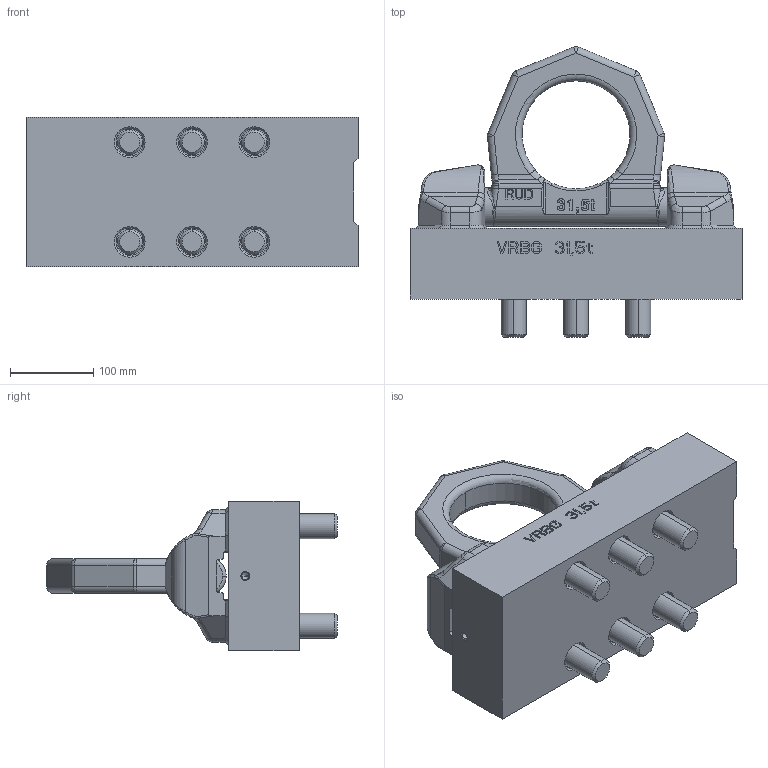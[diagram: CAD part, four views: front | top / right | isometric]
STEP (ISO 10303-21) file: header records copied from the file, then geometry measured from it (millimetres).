
FILE_DESCRIPTION((''),'2;1');
FILE_NAME('001-M31667-P200_ASM','2019-08-13T',('Roland.Jakubetz'),(''),'PRO/ENGINEER BY PARAMETRIC TECHNOLOGY CORPORATION, 2011490','PRO/ENGINEER BY PARAMETRIC TECHNOLOGY CORPORATION, 2011490','');
FILE_SCHEMA(('CONFIG_CONTROL_DESIGN'));
Length unit declared in the file: millimetre
Products named in the file (5): 001-M31667-RT1_AF0; 001-M31116-P-3; 001-M06480-RT1; 001-M35244-P-1; 001-M31667-P200_ASM
Assembly tree (10 placements, depth 2):
  001-M31667-P200_ASM
    001-M31667-RT1_AF0
    001-M31116-P-3  x6
    001-M06480-RT1  x2
    001-M35244-P-1
Bounding box: 400 x 350.32 x 180 mm (x, y, z)
Volume: 8303925.3 mm3; surface area: 600091.9 mm2
Topology: 10 solids, 10 shells, 1152 faces, 2986 edges, 1902 vertices
Faces by surface type: plane 689, cylinder 163, bspline 116, extrusion 96, cone 56, torus 22, sphere 10
Entity records: 33405 total; most frequent: CARTESIAN_POINT 10253, ORIENTED_EDGE 5092, DIRECTION 4160, EDGE_CURVE 2546, VECTOR 1958, LINE 1862, VERTEX_POINT 1636, AXIS2_PLACEMENT_3D 1101
